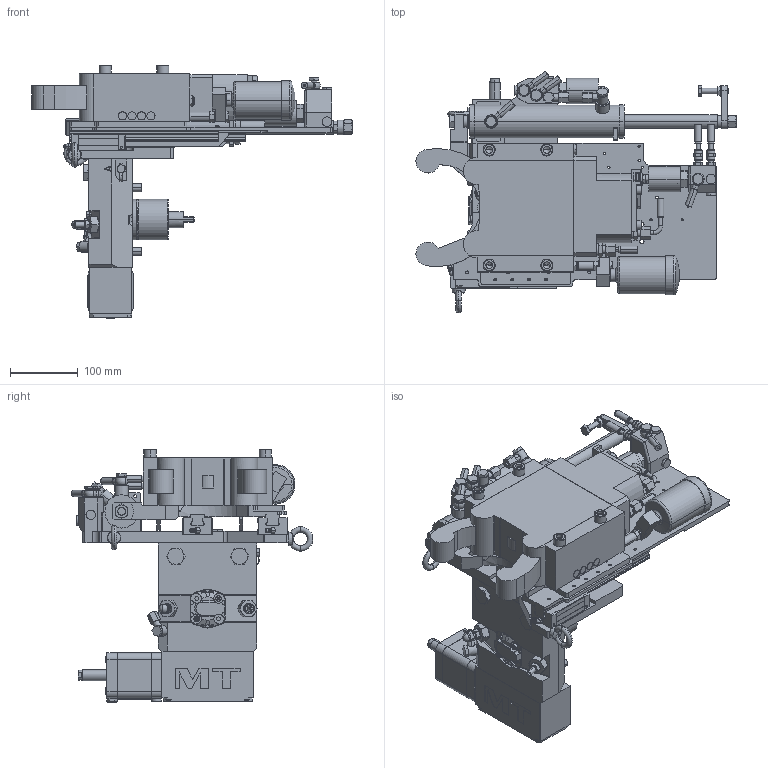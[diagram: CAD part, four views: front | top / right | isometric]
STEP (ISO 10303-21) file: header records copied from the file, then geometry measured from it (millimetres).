
FILE_DESCRIPTION((''),'2;1');
FILE_NAME('MNL0560300_CONF','2023-02-17T10:40:52',('sterribile'),('M.T. srl'),'CREO PARAMETRIC BY PTC INC, 2021072','CREO PARAMETRIC BY PTC INC, 2021072','');
FILE_SCHEMA(('CONFIG_CONTROL_DESIGN'));
Products named in the file (1): MNL0560300_CONF
Bounding box: 472.05 x 356.19 x 374.4 mm (x, y, z)
Volume: 8099914 mm3; surface area: 800971.8 mm2
Topology: 4 solids, 4 shells, 2784 faces, 7045 edges, 4443 vertices
Faces by surface type: plane 1449, cylinder 903, cone 301, torus 91, sphere 28, bspline 8, extrusion 2, revolution 2
Entity records: 95554 total; most frequent: CARTESIAN_POINT 27747, DIRECTION 14379, ORIENTED_EDGE 13978, EDGE_CURVE 6989, AXIS2_PLACEMENT_3D 5206, VERTEX_POINT 4443, VECTOR 3965, LINE 3963
